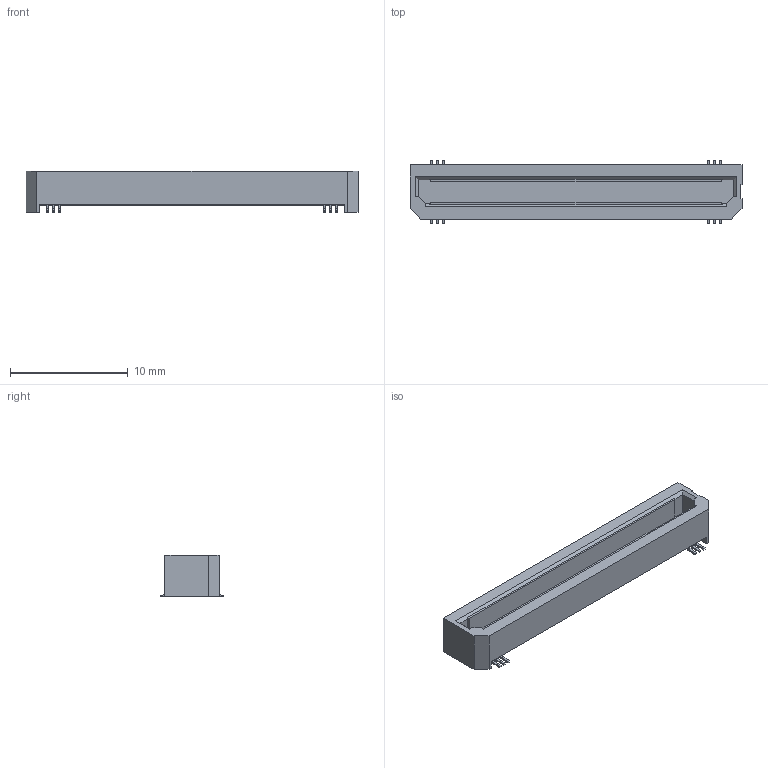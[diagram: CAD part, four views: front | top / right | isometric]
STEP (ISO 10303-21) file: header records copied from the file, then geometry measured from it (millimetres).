
FILE_DESCRIPTION(/* description */ (''),/* implementation_level */ '2;1');
FILE_NAME(/* name */ 'PANASONIC_AXK5S00247YG.stp',/* time_stamp */ '2017-02-06T12:52:11+01:00',/* author */ ('jchouvet'),/* organization */ ('PanasonicCorporation'),/* preprocessor_version */ 'ST-DEVELOPER v16.1',/* originating_system */ 'AutoCAD Mechanical',/* authorisation */ '');
FILE_SCHEMA (('AUTOMOTIVE_DESIGN { 1 0 10303 214 3 1 1 }'));
Length unit declared in the file: millimetre
Products named in the file (1): Product
Bounding box: 28.2 x 5.4 x 3.55 mm (x, y, z)
Volume: 253.6 mm3; surface area: 599.5 mm2
Topology: 13 solids, 13 shells, 173 faces, 428 edges, 282 vertices
Faces by surface type: plane 149, cylinder 24
Entity records: 5077 total; most frequent: CARTESIAN_POINT 884, ORIENTED_EDGE 856, DIRECTION 824, EDGE_CURVE 428, LINE 380, VECTOR 380, VERTEX_POINT 282, AXIS2_PLACEMENT_3D 222
